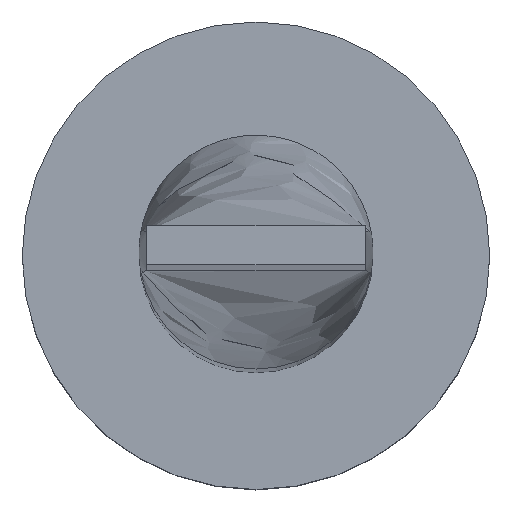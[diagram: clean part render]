
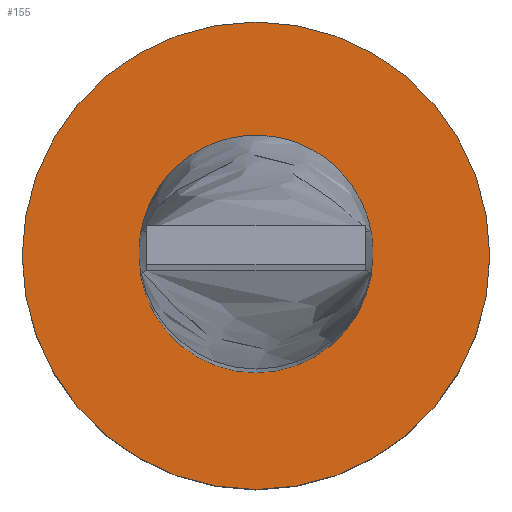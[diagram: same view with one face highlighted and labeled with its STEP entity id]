
A CAD part, top view. The second image highlights one B-rep face of the part: STEP entity #155.
In plain terms, the highlighted planar face has unit normal (0, 0, 1).
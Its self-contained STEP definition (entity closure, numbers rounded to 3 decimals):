
#1 = EDGE_LOOP ( 'NONE', ( #556, #74 ) ) ;
#31 = DIRECTION ( 'NONE',  ( 0., 0., 1. ) ) ;
#39 = CARTESIAN_POINT ( 'NONE',  ( 0., 0., 3. ) ) ;
#46 = EDGE_CURVE ( 'NONE', #159, #465, #453, .T. ) ;
#55 = VERTEX_POINT ( 'NONE', #212 ) ;
#62 = VERTEX_POINT ( 'NONE', #329 ) ;
#64 = ORIENTED_EDGE ( 'NONE', *, *, #216, .F. ) ;
#67 = CARTESIAN_POINT ( 'NONE',  ( 0., 0., 3. ) ) ;
#74 = ORIENTED_EDGE ( 'NONE', *, *, #417, .T. ) ;
#155 = ADVANCED_FACE ( 'NONE', ( #207, #427 ), #215, .T. ) ;
#159 = VERTEX_POINT ( 'NONE', #176 ) ;
#176 = CARTESIAN_POINT ( 'NONE',  ( -1.5, 0., 3. ) ) ;
#182 = DIRECTION ( 'NONE',  ( 0., 0., 1. ) ) ;
#187 = DIRECTION ( 'NONE',  ( 1., 0., 0. ) ) ;
#194 = AXIS2_PLACEMENT_3D ( 'NONE', #474, #31, #309 ) ;
#207 = FACE_BOUND ( 'NONE', #337, .T. ) ;
#209 = AXIS2_PLACEMENT_3D ( 'NONE', #386, #305, #573 ) ;
#212 = CARTESIAN_POINT ( 'NONE',  ( -3., 0., 3. ) ) ;
#215 = PLANE ( 'NONE',  #209 ) ;
#216 = EDGE_CURVE ( 'NONE', #465, #159, #333, .T. ) ;
#218 = DIRECTION ( 'NONE',  ( 0., 0., 1. ) ) ;
#252 = DIRECTION ( 'NONE',  ( 0., 0., 1. ) ) ;
#256 = CARTESIAN_POINT ( 'NONE',  ( 0., 0., 3. ) ) ;
#261 = AXIS2_PLACEMENT_3D ( 'NONE', #256, #218, #558 ) ;
#305 = DIRECTION ( 'NONE',  ( 0., 0., 1. ) ) ;
#308 = CIRCLE ( 'NONE', #261, 3. ) ;
#309 = DIRECTION ( 'NONE',  ( 1., 0., 0. ) ) ;
#329 = CARTESIAN_POINT ( 'NONE',  ( 3., 0., 3. ) ) ;
#333 = CIRCLE ( 'NONE', #194, 1.5 ) ;
#337 = EDGE_LOOP ( 'NONE', ( #378, #64 ) ) ;
#361 = DIRECTION ( 'NONE',  ( 1., 0., 0. ) ) ;
#378 = ORIENTED_EDGE ( 'NONE', *, *, #46, .F. ) ;
#386 = CARTESIAN_POINT ( 'NONE',  ( 0., 0., 3. ) ) ;
#417 = EDGE_CURVE ( 'NONE', #62, #55, #535, .T. ) ;
#427 = FACE_OUTER_BOUND ( 'NONE', #1, .T. ) ;
#440 = AXIS2_PLACEMENT_3D ( 'NONE', #67, #252, #361 ) ;
#453 = CIRCLE ( 'NONE', #440, 1.5 ) ;
#465 = VERTEX_POINT ( 'NONE', #487 ) ;
#474 = CARTESIAN_POINT ( 'NONE',  ( 0., 0., 3. ) ) ;
#487 = CARTESIAN_POINT ( 'NONE',  ( 1.5, 0., 3. ) ) ;
#535 = CIRCLE ( 'NONE', #574, 3. ) ;
#549 = EDGE_CURVE ( 'NONE', #55, #62, #308, .T. ) ;
#556 = ORIENTED_EDGE ( 'NONE', *, *, #549, .T. ) ;
#558 = DIRECTION ( 'NONE',  ( 1., 0., 0. ) ) ;
#573 = DIRECTION ( 'NONE',  ( 1., 0., 0. ) ) ;
#574 = AXIS2_PLACEMENT_3D ( 'NONE', #39, #182, #187 ) ;
